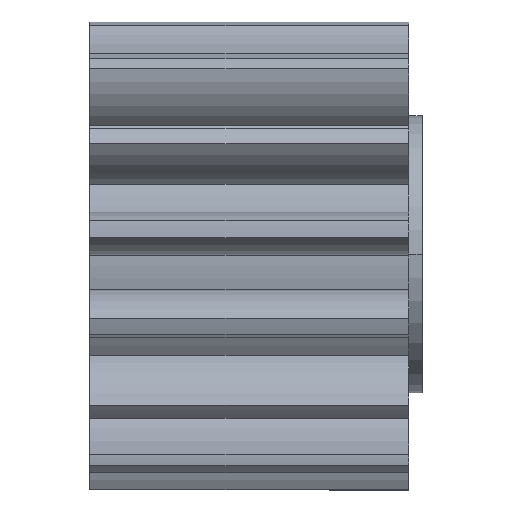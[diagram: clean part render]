
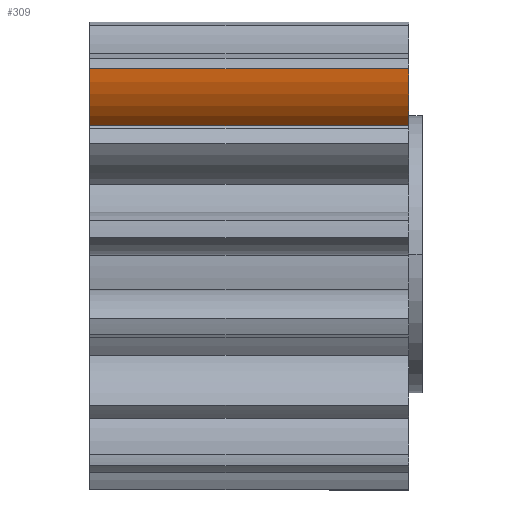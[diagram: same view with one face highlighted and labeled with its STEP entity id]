
A CAD part, top view. The second image highlights one B-rep face of the part: STEP entity #309.
In plain terms, the highlighted cylindrical face has radius 3.81 mm (diameter 7.62 mm), a partial arc.
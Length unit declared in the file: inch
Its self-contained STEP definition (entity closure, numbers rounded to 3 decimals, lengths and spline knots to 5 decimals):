
#67 = VECTOR ( 'NONE', #1417, 39.37008 ) ;
#98 = CIRCLE ( 'NONE', #104, 0.15 ) ;
#100 = VECTOR ( 'NONE', #1473, 39.37008 ) ;
#103 = CIRCLE ( 'NONE', #106, 0.15 ) ;
#104 = AXIS2_PLACEMENT_3D ( 'NONE', #1474, #1475, #1476 ) ;
#106 = AXIS2_PLACEMENT_3D ( 'NONE', #1479, #1480, #1481 ) ;
#309 = ADVANCED_FACE ( 'NONE', ( #852 ), #851, .T. ) ;
#849 = DIRECTION ( 'NONE',  ( -1., 0., 0. ) ) ;
#851 = CYLINDRICAL_SURFACE ( 'NONE', #2599, 0.15 ) ;
#852 = FACE_OUTER_BOUND ( 'NONE', #986, .T. ) ;
#853 = CARTESIAN_POINT ( 'NONE',  ( 0.6, 0.34512, 0.11269 ) ) ;
#855 = DIRECTION ( 'NONE',  ( 0., 0., 1. ) ) ;
#986 = EDGE_LOOP ( 'NONE', ( #2160, #2161, #2162, #2163 ) ) ;
#1060 = VERTEX_POINT ( 'NONE', #1797 ) ;
#1089 = VERTEX_POINT ( 'NONE', #1826 ) ;
#1101 = VERTEX_POINT ( 'NONE', #1838 ) ;
#1102 = VERTEX_POINT ( 'NONE', #1839 ) ;
#1312 = EDGE_CURVE ( 'NONE', #1060, #1089, #1978, .T. ) ;
#1331 = EDGE_CURVE ( 'NONE', #1102, #1101, #1458, .T. ) ;
#1332 = EDGE_CURVE ( 'NONE', #1102, #1060, #98, .T. ) ;
#1333 = EDGE_CURVE ( 'NONE', #1101, #1089, #103, .T. ) ;
#1417 = DIRECTION ( 'NONE',  ( -1., 0., 0. ) ) ;
#1458 = LINE ( 'NONE', #1466, #100 ) ;
#1466 = CARTESIAN_POINT ( 'NONE',  ( 0.6, 0.23152, 0.21064 ) ) ;
#1473 = DIRECTION ( 'NONE',  ( -1., 0., 0. ) ) ;
#1474 = CARTESIAN_POINT ( 'NONE',  ( 0.575, 0.34512, 0.11269 ) ) ;
#1475 = DIRECTION ( 'NONE',  ( -1., 0., 0. ) ) ;
#1476 = DIRECTION ( 'NONE',  ( 0., 0., -1. ) ) ;
#1479 = CARTESIAN_POINT ( 'NONE',  ( 0., 0.34512, 0.11269 ) ) ;
#1480 = DIRECTION ( 'NONE',  ( -1., 0., 0. ) ) ;
#1481 = DIRECTION ( 'NONE',  ( 0., 0.743, -0.669 ) ) ;
#1797 = CARTESIAN_POINT ( 'NONE',  ( 0.575, 0.3344, 0.2623 ) ) ;
#1826 = CARTESIAN_POINT ( 'NONE',  ( 0., 0.3344, 0.2623 ) ) ;
#1838 = CARTESIAN_POINT ( 'NONE',  ( 0., 0.23152, 0.21064 ) ) ;
#1839 = CARTESIAN_POINT ( 'NONE',  ( 0.575, 0.23152, 0.21064 ) ) ;
#1974 = CARTESIAN_POINT ( 'NONE',  ( 0.3, 0.3344, 0.2623 ) ) ;
#1978 = LINE ( 'NONE', #1974, #67 ) ;
#2160 = ORIENTED_EDGE ( 'NONE', *, *, #1331, .F. ) ;
#2161 = ORIENTED_EDGE ( 'NONE', *, *, #1332, .T. ) ;
#2162 = ORIENTED_EDGE ( 'NONE', *, *, #1312, .T. ) ;
#2163 = ORIENTED_EDGE ( 'NONE', *, *, #1333, .F. ) ;
#2599 = AXIS2_PLACEMENT_3D ( 'NONE', #853, #849, #855 ) ;
